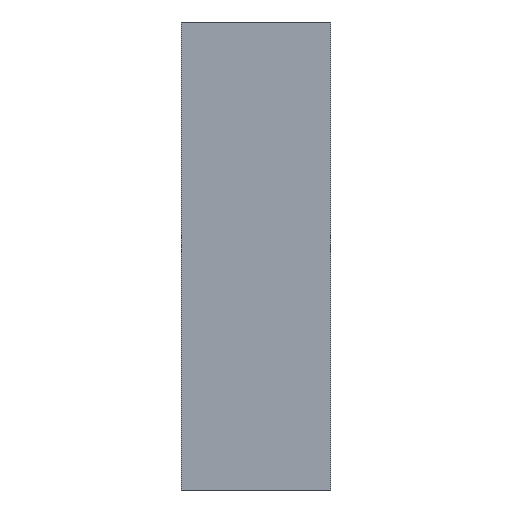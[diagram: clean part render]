
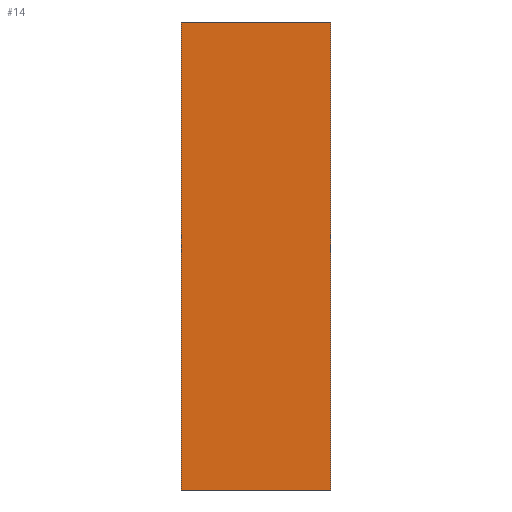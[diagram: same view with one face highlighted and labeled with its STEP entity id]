
A CAD part, left-side view. The second image highlights one B-rep face of the part: STEP entity #14.
In plain terms, the highlighted planar face has unit normal (-1, 0, 0).
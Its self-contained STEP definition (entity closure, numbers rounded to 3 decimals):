
#5 = EDGE_CURVE ( 'NONE', #36, #89, #161, .T. ) ;
#8 = DIRECTION ( 'NONE',  ( 0., 0., 1. ) ) ;
#9 = VECTOR ( 'NONE', #90, 1000. ) ;
#14 = ADVANCED_FACE ( 'NONE', ( #22 ), #99, .F. ) ;
#21 = VECTOR ( 'NONE', #179, 1000. ) ;
#22 = FACE_OUTER_BOUND ( 'NONE', #44, .T. ) ;
#24 = LINE ( 'NONE', #119, #25 ) ;
#25 = VECTOR ( 'NONE', #156, 1000. ) ;
#36 = VERTEX_POINT ( 'NONE', #143 ) ;
#39 = DIRECTION ( 'NONE',  ( 0., 0., -1. ) ) ;
#44 = EDGE_LOOP ( 'NONE', ( #199, #46, #125, #196 ) ) ;
#46 = ORIENTED_EDGE ( 'NONE', *, *, #96, .F. ) ;
#54 = EDGE_CURVE ( 'NONE', #36, #116, #24, .T. ) ;
#66 = CARTESIAN_POINT ( 'NONE',  ( -47.5, 8., 12.5 ) ) ;
#71 = LINE ( 'NONE', #66, #21 ) ;
#73 = CARTESIAN_POINT ( 'NONE',  ( -47.5, 8., 12.5 ) ) ;
#80 = CARTESIAN_POINT ( 'NONE',  ( -47.5, 8., -12.5 ) ) ;
#87 = CARTESIAN_POINT ( 'NONE',  ( -47.5, 0., -12.5 ) ) ;
#89 = VERTEX_POINT ( 'NONE', #73 ) ;
#90 = DIRECTION ( 'NONE',  ( 0., 0., 1. ) ) ;
#91 = CARTESIAN_POINT ( 'NONE',  ( -47.5, 0., -12.5 ) ) ;
#96 = EDGE_CURVE ( 'NONE', #89, #193, #71, .T. ) ;
#99 = PLANE ( 'NONE',  #191 ) ;
#112 = VECTOR ( 'NONE', #8, 1000. ) ;
#116 = VERTEX_POINT ( 'NONE', #91 ) ;
#119 = CARTESIAN_POINT ( 'NONE',  ( -47.5, 8., -12.5 ) ) ;
#120 = DIRECTION ( 'NONE',  ( 1., 0., 0. ) ) ;
#125 = ORIENTED_EDGE ( 'NONE', *, *, #5, .F. ) ;
#137 = LINE ( 'NONE', #87, #9 ) ;
#143 = CARTESIAN_POINT ( 'NONE',  ( -47.5, 8., -12.5 ) ) ;
#154 = CARTESIAN_POINT ( 'NONE',  ( -47.5, 8., -12.5 ) ) ;
#156 = DIRECTION ( 'NONE',  ( 0., -1., 0. ) ) ;
#161 = LINE ( 'NONE', #154, #112 ) ;
#172 = EDGE_CURVE ( 'NONE', #116, #193, #137, .T. ) ;
#178 = CARTESIAN_POINT ( 'NONE',  ( -47.5, 0., 12.5 ) ) ;
#179 = DIRECTION ( 'NONE',  ( 0., -1., 0. ) ) ;
#191 = AXIS2_PLACEMENT_3D ( 'NONE', #80, #120, #39 ) ;
#193 = VERTEX_POINT ( 'NONE', #178 ) ;
#196 = ORIENTED_EDGE ( 'NONE', *, *, #54, .T. ) ;
#199 = ORIENTED_EDGE ( 'NONE', *, *, #172, .T. ) ;
